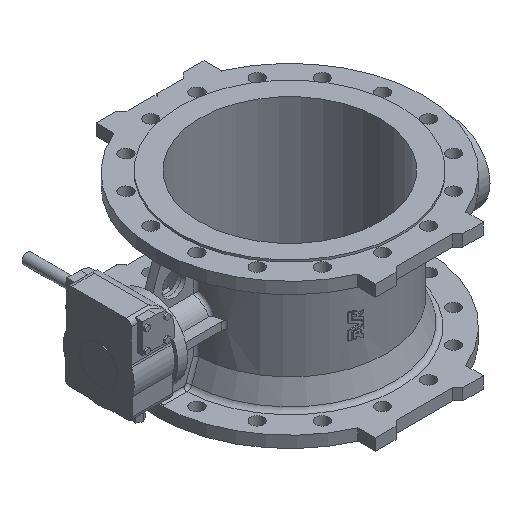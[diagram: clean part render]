
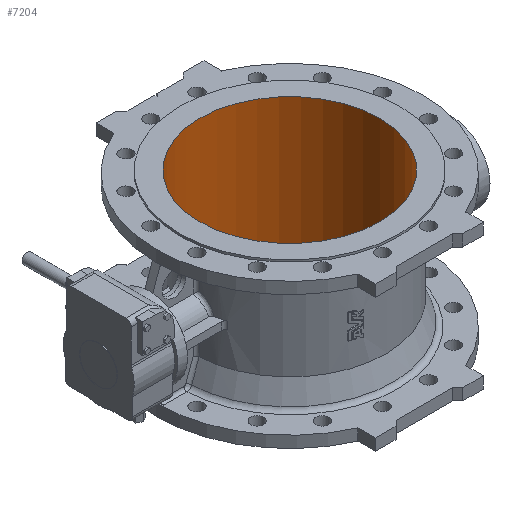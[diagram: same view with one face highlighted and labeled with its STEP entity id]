
A CAD part, isometric view. The second image highlights one B-rep face of the part: STEP entity #7204.
In plain terms, the highlighted cylindrical face has radius 175 mm (diameter 350 mm), a full revolution.
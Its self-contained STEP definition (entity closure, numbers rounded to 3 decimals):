
#1549 = EDGE_LOOP ( 'NONE', ( #4156 ) ) ;
#1551 = EDGE_LOOP ( 'NONE', ( #4155 ) ) ;
#3346 = CARTESIAN_POINT ( 'NONE',  ( 0., -3., -145. ) ) ;
#3347 = DIRECTION ( 'NONE',  ( 0., 0., 1. ) ) ;
#3348 = DIRECTION ( 'NONE',  ( -1., 0., 0. ) ) ;
#3353 = CARTESIAN_POINT ( 'NONE',  ( 0., -3., 145. ) ) ;
#3354 = DIRECTION ( 'NONE',  ( 0., 0., 1. ) ) ;
#3355 = DIRECTION ( 'NONE',  ( -1., 0., 0. ) ) ;
#4155 = ORIENTED_EDGE ( 'NONE', *, *, #4623, .F. ) ;
#4156 = ORIENTED_EDGE ( 'NONE', *, *, #4625, .T. ) ;
#4623 = EDGE_CURVE ( 'NONE', #11886, #11886, #7742, .T. ) ;
#4625 = EDGE_CURVE ( 'NONE', #11888, #11888, #7737, .T. ) ;
#5000 = AXIS2_PLACEMENT_3D ( 'NONE', #8834, #8831, #8830 ) ;
#7204 = ADVANCED_FACE ( 'NONE', ( #15866, #15871 ), #15873, .F. ) ;
#7737 = CIRCLE ( 'NONE', #10415, 175. ) ;
#7742 = CIRCLE ( 'NONE', #10413, 175. ) ;
#8830 = DIRECTION ( 'NONE',  ( -1., 0., 0. ) ) ;
#8831 = DIRECTION ( 'NONE',  ( 0., 0., 1. ) ) ;
#8834 = CARTESIAN_POINT ( 'NONE',  ( 0., -3., 133.661 ) ) ;
#10413 = AXIS2_PLACEMENT_3D ( 'NONE', #3346, #3347, #3348 ) ;
#10415 = AXIS2_PLACEMENT_3D ( 'NONE', #3353, #3354, #3355 ) ;
#11886 = VERTEX_POINT ( 'NONE', #12578 ) ;
#11888 = VERTEX_POINT ( 'NONE', #12579 ) ;
#12578 = CARTESIAN_POINT ( 'NONE',  ( -175., -3., -145. ) ) ;
#12579 = CARTESIAN_POINT ( 'NONE',  ( -175., -3., 145. ) ) ;
#15866 = FACE_OUTER_BOUND ( 'NONE', #1551, .T. ) ;
#15871 = FACE_OUTER_BOUND ( 'NONE', #1549, .T. ) ;
#15873 = CYLINDRICAL_SURFACE ( 'NONE', #5000, 175. ) ;
